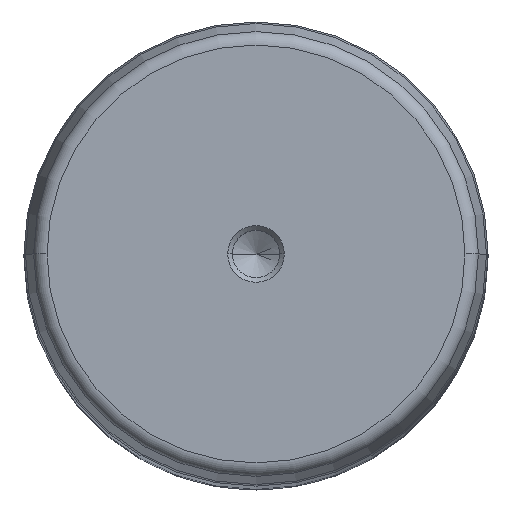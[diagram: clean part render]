
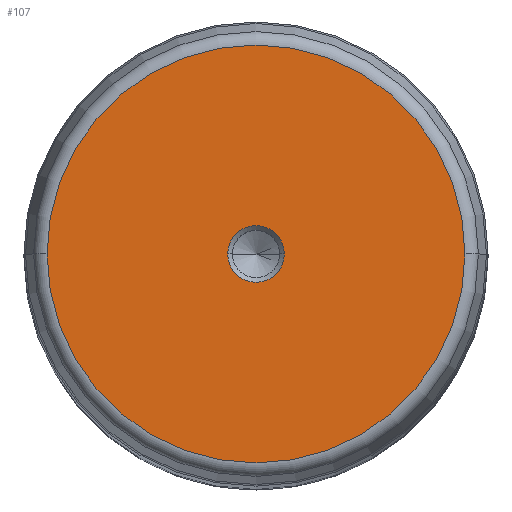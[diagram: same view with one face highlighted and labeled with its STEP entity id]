
A CAD part, top view. The second image highlights one B-rep face of the part: STEP entity #107.
In plain terms, the highlighted planar face has unit normal (0, 0, 1).
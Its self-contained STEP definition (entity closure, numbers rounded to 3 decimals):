
#107 = ADVANCED_FACE ( 'NONE', ( #1814, #2693 ), #2384, .T. ) ;
#214 = DIRECTION ( 'NONE',  ( 1., 0., 0. ) ) ;
#376 = DIRECTION ( 'NONE',  ( 1., 0., 0. ) ) ;
#493 = CIRCLE ( 'NONE', #1189, 45.019 ) ;
#563 = CARTESIAN_POINT ( 'NONE',  ( -45.019, 0., 500. ) ) ;
#595 = DIRECTION ( 'NONE',  ( 0., 0., -1. ) ) ;
#620 = DIRECTION ( 'NONE',  ( 0., 0., 1. ) ) ;
#621 = CARTESIAN_POINT ( 'NONE',  ( 6.1, 0., 500. ) ) ;
#709 = CARTESIAN_POINT ( 'NONE',  ( 0., 0., 500. ) ) ;
#808 = CIRCLE ( 'NONE', #2886, 6.1 ) ;
#817 = CARTESIAN_POINT ( 'NONE',  ( 0., 0., 500. ) ) ;
#881 = VERTEX_POINT ( 'NONE', #3033 ) ;
#1083 = DIRECTION ( 'NONE',  ( 1., 0., 0. ) ) ;
#1164 = DIRECTION ( 'NONE',  ( 1., 0., 0. ) ) ;
#1189 = AXIS2_PLACEMENT_3D ( 'NONE', #817, #1614, #1083 ) ;
#1232 = ORIENTED_EDGE ( 'NONE', *, *, #1466, .T. ) ;
#1302 = VERTEX_POINT ( 'NONE', #621 ) ;
#1318 = VERTEX_POINT ( 'NONE', #2846 ) ;
#1399 = ORIENTED_EDGE ( 'NONE', *, *, #2752, .T. ) ;
#1450 = DIRECTION ( 'NONE',  ( 0., 0., -1. ) ) ;
#1466 = EDGE_CURVE ( 'NONE', #1318, #2916, #493, .T. ) ;
#1525 = AXIS2_PLACEMENT_3D ( 'NONE', #2569, #620, #376 ) ;
#1563 = ORIENTED_EDGE ( 'NONE', *, *, #2186, .T. ) ;
#1595 = EDGE_LOOP ( 'NONE', ( #1737, #1563 ) ) ;
#1614 = DIRECTION ( 'NONE',  ( 0., 0., 1. ) ) ;
#1737 = ORIENTED_EDGE ( 'NONE', *, *, #2811, .T. ) ;
#1770 = EDGE_LOOP ( 'NONE', ( #1232, #1399 ) ) ;
#1814 = FACE_OUTER_BOUND ( 'NONE', #1770, .T. ) ;
#1930 = AXIS2_PLACEMENT_3D ( 'NONE', #1977, #595, #2821 ) ;
#1954 = AXIS2_PLACEMENT_3D ( 'NONE', #709, #2673, #214 ) ;
#1977 = CARTESIAN_POINT ( 'NONE',  ( 0., 0., 500. ) ) ;
#2186 = EDGE_CURVE ( 'NONE', #881, #1302, #2561, .T. ) ;
#2384 = PLANE ( 'NONE',  #1954 ) ;
#2561 = CIRCLE ( 'NONE', #1930, 6.1 ) ;
#2569 = CARTESIAN_POINT ( 'NONE',  ( 0., 0., 500. ) ) ;
#2673 = DIRECTION ( 'NONE',  ( 0., 0., 1. ) ) ;
#2693 = FACE_BOUND ( 'NONE', #1595, .T. ) ;
#2752 = EDGE_CURVE ( 'NONE', #2916, #1318, #2816, .T. ) ;
#2811 = EDGE_CURVE ( 'NONE', #1302, #881, #808, .T. ) ;
#2816 = CIRCLE ( 'NONE', #1525, 45.019 ) ;
#2821 = DIRECTION ( 'NONE',  ( 1., 0., 0. ) ) ;
#2846 = CARTESIAN_POINT ( 'NONE',  ( 45.019, 0., 500. ) ) ;
#2886 = AXIS2_PLACEMENT_3D ( 'NONE', #3388, #1450, #1164 ) ;
#2916 = VERTEX_POINT ( 'NONE', #563 ) ;
#3033 = CARTESIAN_POINT ( 'NONE',  ( -6.1, 0., 500. ) ) ;
#3388 = CARTESIAN_POINT ( 'NONE',  ( 0., 0., 500. ) ) ;
